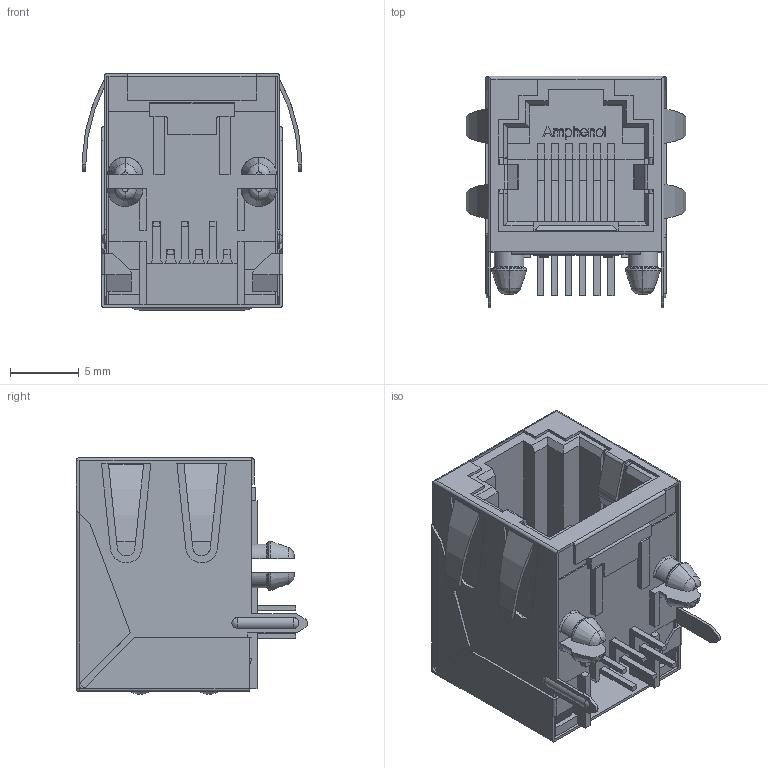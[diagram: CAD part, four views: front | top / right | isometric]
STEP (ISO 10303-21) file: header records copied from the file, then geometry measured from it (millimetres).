
FILE_DESCRIPTION (( 'STEP AP214' ), '1' );
FILE_NAME ('M-RJE01-X62-01-REVT1.STEP', '2015-05-06T08:08:20', ( '' ), ( '' ), 'SwSTEP 2.0', 'SolidWorks 2014', '' );
FILE_SCHEMA (( 'AUTOMOTIVE_DESIGN' ));
Length unit declared in the file: millimetre
Products named in the file (2): M-RJE01-X62-01-REVT1
Bounding box: 15.92 x 16.78 x 17.16 mm (x, y, z)
Volume: 1504.5 mm3; surface area: 3318.2 mm2
Topology: 2 solids, 2 shells, 854 faces, 2470 edges, 1608 vertices
Faces by surface type: plane 629, bspline 129, cylinder 84, cone 12
Entity records: 38345 total; most frequent: CARTESIAN_POINT 11842, ORIENTED_EDGE 4916, DIRECTION 3650, EDGE_CURVE 2458, LINE 1848, VECTOR 1848, VERTEX_POINT 1608, EDGE_LOOP 906
